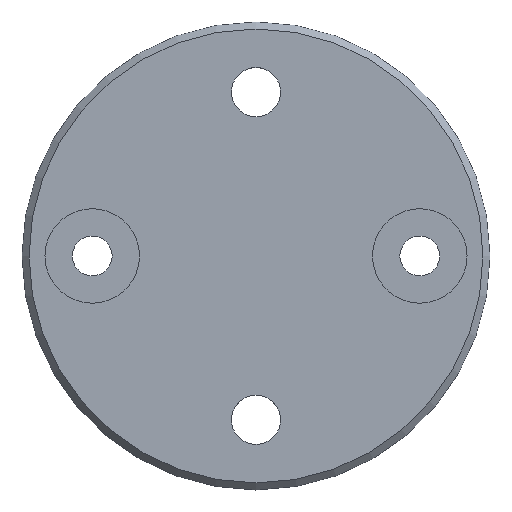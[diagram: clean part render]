
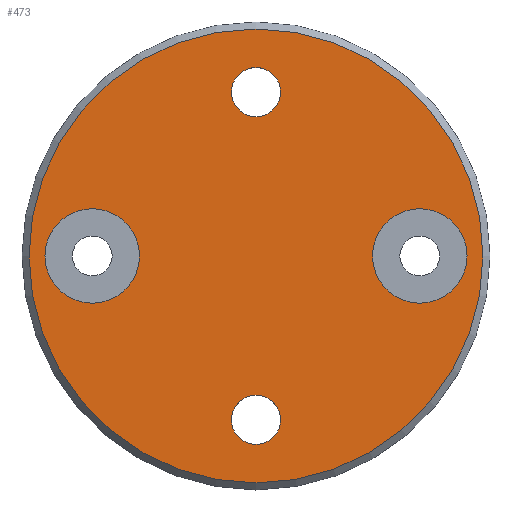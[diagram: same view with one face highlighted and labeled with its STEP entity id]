
A CAD part, top view. The second image highlights one B-rep face of the part: STEP entity #473.
In plain terms, the highlighted planar face has unit normal (0, 0, 1).
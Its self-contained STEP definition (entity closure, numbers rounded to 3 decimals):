
#9 = FACE_BOUND ( 'NONE', #333, .T. ) ;
#11 = CARTESIAN_POINT ( 'NONE',  ( 0., 35., 6. ) ) ;
#12 = ORIENTED_EDGE ( 'NONE', *, *, #306, .F. ) ;
#17 = DIRECTION ( 'NONE',  ( 1., 0., 0. ) ) ;
#27 = DIRECTION ( 'NONE',  ( 0., 0., 1. ) ) ;
#45 = EDGE_CURVE ( 'NONE', #469, #673, #454, .T. ) ;
#47 = EDGE_CURVE ( 'NONE', #120, #279, #708, .T. ) ;
#51 = ORIENTED_EDGE ( 'NONE', *, *, #526, .F. ) ;
#64 = DIRECTION ( 'NONE',  ( 0., 0., 1. ) ) ;
#70 = EDGE_CURVE ( 'NONE', #217, #345, #399, .T. ) ;
#77 = DIRECTION ( 'NONE',  ( 0., 0., 1. ) ) ;
#83 = AXIS2_PLACEMENT_3D ( 'NONE', #574, #64, #525 ) ;
#86 = CIRCLE ( 'NONE', #692, 48.5 ) ;
#91 = CARTESIAN_POINT ( 'NONE',  ( -45.1, 0., 6. ) ) ;
#104 = ORIENTED_EDGE ( 'NONE', *, *, #620, .F. ) ;
#117 = DIRECTION ( 'NONE',  ( 0., 0., 1. ) ) ;
#120 = VERTEX_POINT ( 'NONE', #136 ) ;
#122 = DIRECTION ( 'NONE',  ( 1., 0., 0. ) ) ;
#129 = DIRECTION ( 'NONE',  ( 0., 0., 1. ) ) ;
#135 = ORIENTED_EDGE ( 'NONE', *, *, #47, .T. ) ;
#136 = CARTESIAN_POINT ( 'NONE',  ( -48.5, 0., 6. ) ) ;
#144 = CIRCLE ( 'NONE', #388, 5.25 ) ;
#165 = DIRECTION ( 'NONE',  ( 0., 0., 1. ) ) ;
#185 = EDGE_CURVE ( 'NONE', #265, #282, #144, .T. ) ;
#186 = DIRECTION ( 'NONE',  ( 1., 0., 0. ) ) ;
#188 = DIRECTION ( 'NONE',  ( 0., 0., 1. ) ) ;
#190 = AXIS2_PLACEMENT_3D ( 'NONE', #640, #713, #122 ) ;
#191 = VERTEX_POINT ( 'NONE', #362 ) ;
#207 = CARTESIAN_POINT ( 'NONE',  ( 5.25, 35., 6. ) ) ;
#210 = DIRECTION ( 'NONE',  ( 0., 0., 1. ) ) ;
#214 = CIRCLE ( 'NONE', #734, 10.1 ) ;
#217 = VERTEX_POINT ( 'NONE', #91 ) ;
#230 = DIRECTION ( 'NONE',  ( 0., 0., 1. ) ) ;
#232 = ORIENTED_EDGE ( 'NONE', *, *, #580, .F. ) ;
#237 = DIRECTION ( 'NONE',  ( 1., 0., 0. ) ) ;
#240 = ORIENTED_EDGE ( 'NONE', *, *, #458, .T. ) ;
#248 = ORIENTED_EDGE ( 'NONE', *, *, #185, .F. ) ;
#265 = VERTEX_POINT ( 'NONE', #207 ) ;
#269 = CARTESIAN_POINT ( 'NONE',  ( -24.9, 0., 6. ) ) ;
#279 = VERTEX_POINT ( 'NONE', #494 ) ;
#282 = VERTEX_POINT ( 'NONE', #499 ) ;
#283 = CIRCLE ( 'NONE', #467, 10.1 ) ;
#297 = FACE_BOUND ( 'NONE', #520, .T. ) ;
#306 = EDGE_CURVE ( 'NONE', #511, #191, #283, .T. ) ;
#308 = FACE_BOUND ( 'NONE', #437, .T. ) ;
#314 = CARTESIAN_POINT ( 'NONE',  ( 5.25, -35., 6. ) ) ;
#333 = EDGE_LOOP ( 'NONE', ( #653, #440 ) ) ;
#336 = CIRCLE ( 'NONE', #623, 10.1 ) ;
#345 = VERTEX_POINT ( 'NONE', #269 ) ;
#349 = CARTESIAN_POINT ( 'NONE',  ( 0., 0., 6. ) ) ;
#355 = PLANE ( 'NONE',  #652 ) ;
#360 = DIRECTION ( 'NONE',  ( 1., 0., 0. ) ) ;
#362 = CARTESIAN_POINT ( 'NONE',  ( 45.1, 0., 6. ) ) ;
#371 = CARTESIAN_POINT ( 'NONE',  ( -5.25, -35., 6. ) ) ;
#374 = CIRCLE ( 'NONE', #573, 5.25 ) ;
#380 = AXIS2_PLACEMENT_3D ( 'NONE', #349, #27, #694 ) ;
#382 = EDGE_LOOP ( 'NONE', ( #135, #240 ) ) ;
#388 = AXIS2_PLACEMENT_3D ( 'NONE', #11, #188, #416 ) ;
#392 = DIRECTION ( 'NONE',  ( 1., 0., 0. ) ) ;
#395 = DIRECTION ( 'NONE',  ( 1., 0., 0. ) ) ;
#399 = CIRCLE ( 'NONE', #83, 10.1 ) ;
#402 = CIRCLE ( 'NONE', #636, 5.25 ) ;
#416 = DIRECTION ( 'NONE',  ( 1., 0., 0. ) ) ;
#420 = CARTESIAN_POINT ( 'NONE',  ( 0., 0., 6. ) ) ;
#437 = EDGE_LOOP ( 'NONE', ( #51, #508 ) ) ;
#440 = ORIENTED_EDGE ( 'NONE', *, *, #715, .F. ) ;
#454 = CIRCLE ( 'NONE', #190, 5.25 ) ;
#458 = EDGE_CURVE ( 'NONE', #279, #120, #86, .T. ) ;
#467 = AXIS2_PLACEMENT_3D ( 'NONE', #501, #210, #729 ) ;
#469 = VERTEX_POINT ( 'NONE', #314 ) ;
#473 = ADVANCED_FACE ( 'NONE', ( #297, #308, #590, #9, #477 ), #355, .T. ) ;
#477 = FACE_OUTER_BOUND ( 'NONE', #382, .T. ) ;
#494 = CARTESIAN_POINT ( 'NONE',  ( 48.5, 0., 6. ) ) ;
#499 = CARTESIAN_POINT ( 'NONE',  ( -5.25, 35., 6. ) ) ;
#500 = EDGE_LOOP ( 'NONE', ( #248, #232 ) ) ;
#501 = CARTESIAN_POINT ( 'NONE',  ( 35., 0., 6. ) ) ;
#508 = ORIENTED_EDGE ( 'NONE', *, *, #70, .F. ) ;
#511 = VERTEX_POINT ( 'NONE', #737 ) ;
#519 = CARTESIAN_POINT ( 'NONE',  ( 35., 0., 6. ) ) ;
#520 = EDGE_LOOP ( 'NONE', ( #104, #12 ) ) ;
#524 = CARTESIAN_POINT ( 'NONE',  ( -35., 0., 6. ) ) ;
#525 = DIRECTION ( 'NONE',  ( 1., 0., 0. ) ) ;
#526 = EDGE_CURVE ( 'NONE', #345, #217, #336, .T. ) ;
#539 = CARTESIAN_POINT ( 'NONE',  ( 0., -35., 6. ) ) ;
#573 = AXIS2_PLACEMENT_3D ( 'NONE', #539, #117, #237 ) ;
#574 = CARTESIAN_POINT ( 'NONE',  ( -35., 0., 6. ) ) ;
#580 = EDGE_CURVE ( 'NONE', #282, #265, #402, .T. ) ;
#590 = FACE_BOUND ( 'NONE', #500, .T. ) ;
#620 = EDGE_CURVE ( 'NONE', #191, #511, #214, .T. ) ;
#623 = AXIS2_PLACEMENT_3D ( 'NONE', #524, #626, #395 ) ;
#626 = DIRECTION ( 'NONE',  ( 0., 0., 1. ) ) ;
#636 = AXIS2_PLACEMENT_3D ( 'NONE', #695, #230, #186 ) ;
#640 = CARTESIAN_POINT ( 'NONE',  ( 0., -35., 6. ) ) ;
#652 = AXIS2_PLACEMENT_3D ( 'NONE', #420, #77, #17 ) ;
#653 = ORIENTED_EDGE ( 'NONE', *, *, #45, .F. ) ;
#659 = CARTESIAN_POINT ( 'NONE',  ( 0., 0., 6. ) ) ;
#673 = VERTEX_POINT ( 'NONE', #371 ) ;
#692 = AXIS2_PLACEMENT_3D ( 'NONE', #659, #129, #360 ) ;
#694 = DIRECTION ( 'NONE',  ( 1., 0., 0. ) ) ;
#695 = CARTESIAN_POINT ( 'NONE',  ( 0., 35., 6. ) ) ;
#708 = CIRCLE ( 'NONE', #380, 48.5 ) ;
#713 = DIRECTION ( 'NONE',  ( 0., 0., 1. ) ) ;
#715 = EDGE_CURVE ( 'NONE', #673, #469, #374, .T. ) ;
#729 = DIRECTION ( 'NONE',  ( 1., 0., 0. ) ) ;
#734 = AXIS2_PLACEMENT_3D ( 'NONE', #519, #165, #392 ) ;
#737 = CARTESIAN_POINT ( 'NONE',  ( 24.9, 0., 6. ) ) ;
